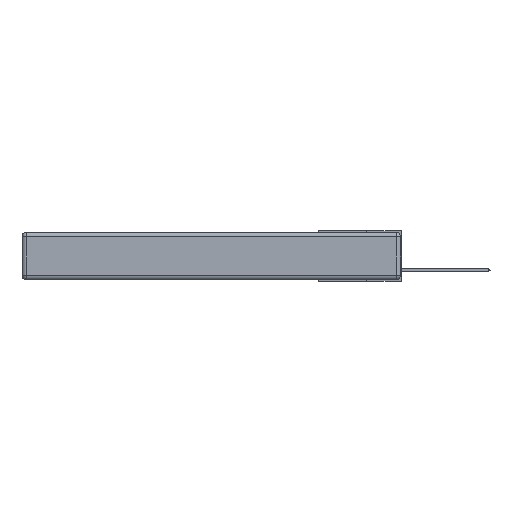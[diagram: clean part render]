
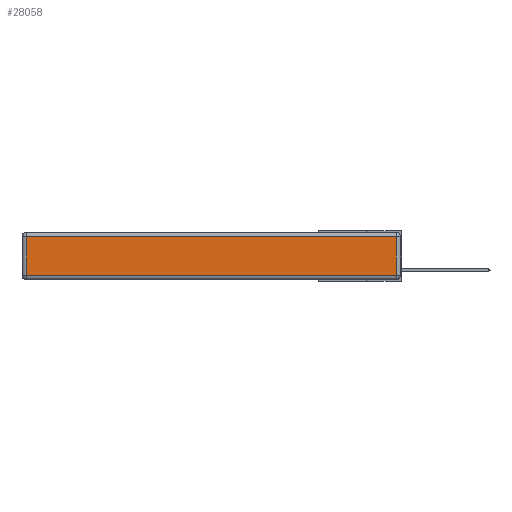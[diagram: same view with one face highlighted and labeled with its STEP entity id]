
A CAD part, left-side view. The second image highlights one B-rep face of the part: STEP entity #28058.
In plain terms, the highlighted planar face has unit normal (-1, 0, 0).
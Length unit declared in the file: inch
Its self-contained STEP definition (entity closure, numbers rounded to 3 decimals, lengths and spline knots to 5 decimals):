
#35 = CARTESIAN_POINT ( 'NONE',  ( 0., 0.03, -0.313 ) ) ;
#1313 = VECTOR ( 'NONE', #16008, 39.37008 ) ;
#1542 = CARTESIAN_POINT ( 'NONE',  ( 0., 2.72, -0.343 ) ) ;
#1825 = VERTEX_POINT ( 'NONE', #35 ) ;
#1967 = VERTEX_POINT ( 'NONE', #5625 ) ;
#2064 = LINE ( 'NONE', #16772, #1313 ) ;
#2537 = VERTEX_POINT ( 'NONE', #14514 ) ;
#3141 = ORIENTED_EDGE ( 'NONE', *, *, #21616, .T. ) ;
#3572 = VECTOR ( 'NONE', #17634, 39.37008 ) ;
#5625 = CARTESIAN_POINT ( 'NONE',  ( 0., 2.72, -0.03 ) ) ;
#5960 = EDGE_CURVE ( 'NONE', #1967, #9046, #20384, .T. ) ;
#6419 = DIRECTION ( 'NONE',  ( 0., 0., 1. ) ) ;
#7072 = PLANE ( 'NONE',  #19996 ) ;
#8634 = EDGE_LOOP ( 'NONE', ( #17260, #3141, #10683, #9657 ) ) ;
#9046 = VERTEX_POINT ( 'NONE', #18430 ) ;
#9657 = ORIENTED_EDGE ( 'NONE', *, *, #5960, .T. ) ;
#9953 = VECTOR ( 'NONE', #6419, 39.37008 ) ;
#10683 = ORIENTED_EDGE ( 'NONE', *, *, #27107, .T. ) ;
#11865 = VECTOR ( 'NONE', #14382, 39.37008 ) ;
#12447 = LINE ( 'NONE', #13292, #9953 ) ;
#13292 = CARTESIAN_POINT ( 'NONE',  ( 0., 0.03, -0.343 ) ) ;
#14382 = DIRECTION ( 'NONE',  ( 0., -1., 0. ) ) ;
#14514 = CARTESIAN_POINT ( 'NONE',  ( 0., 0.03, -0.03 ) ) ;
#16008 = DIRECTION ( 'NONE',  ( 0., 1., 0. ) ) ;
#16210 = EDGE_CURVE ( 'NONE', #9046, #1825, #16871, .T. ) ;
#16772 = CARTESIAN_POINT ( 'NONE',  ( 0., 2.75, -0.03 ) ) ;
#16871 = LINE ( 'NONE', #16960, #11865 ) ;
#16960 = CARTESIAN_POINT ( 'NONE',  ( 0., 0., -0.313 ) ) ;
#16978 = FACE_OUTER_BOUND ( 'NONE', #8634, .T. ) ;
#17260 = ORIENTED_EDGE ( 'NONE', *, *, #16210, .T. ) ;
#17634 = DIRECTION ( 'NONE',  ( 0., 0., -1. ) ) ;
#18364 = DIRECTION ( 'NONE',  ( 0., 0., 1. ) ) ;
#18430 = CARTESIAN_POINT ( 'NONE',  ( 0., 2.72, -0.313 ) ) ;
#18736 = CARTESIAN_POINT ( 'NONE',  ( 0., 0., -0.343 ) ) ;
#19996 = AXIS2_PLACEMENT_3D ( 'NONE', #18736, #22999, #18364 ) ;
#20384 = LINE ( 'NONE', #1542, #3572 ) ;
#21616 = EDGE_CURVE ( 'NONE', #1825, #2537, #12447, .T. ) ;
#22999 = DIRECTION ( 'NONE',  ( -1., 0., 0. ) ) ;
#27107 = EDGE_CURVE ( 'NONE', #2537, #1967, #2064, .T. ) ;
#28058 = ADVANCED_FACE ( 'NONE', ( #16978 ), #7072, .T. ) ;
